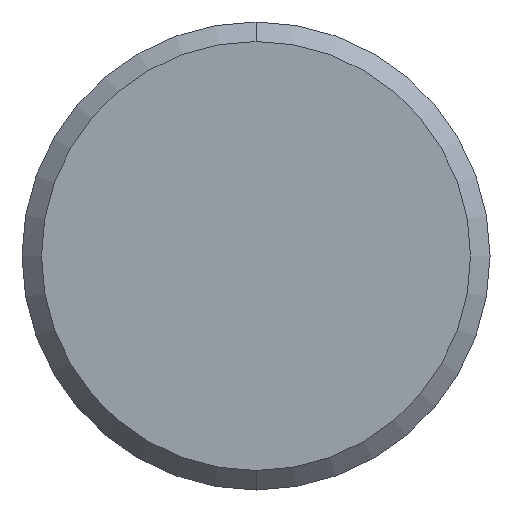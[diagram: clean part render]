
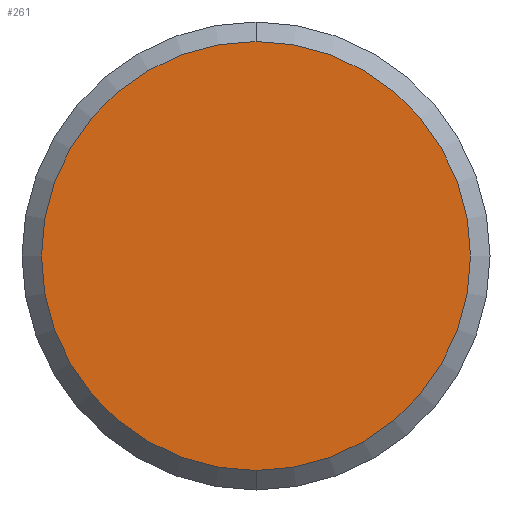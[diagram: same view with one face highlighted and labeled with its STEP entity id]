
A CAD part, front view. The second image highlights one B-rep face of the part: STEP entity #261.
In plain terms, the highlighted planar face has unit normal (0, -1, 0).
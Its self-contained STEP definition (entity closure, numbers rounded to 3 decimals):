
#8 = CARTESIAN_POINT ( 'NONE',  ( 0., 0., 0. ) ) ;
#12 = PLANE ( 'NONE',  #80 ) ;
#20 = DIRECTION ( 'NONE',  ( 0., 1., 0. ) ) ;
#24 = AXIS2_PLACEMENT_3D ( 'NONE', #81, #105, #135 ) ;
#27 = DIRECTION ( 'NONE',  ( 0., 0., 1. ) ) ;
#37 = VERTEX_POINT ( 'NONE', #213 ) ;
#80 = AXIS2_PLACEMENT_3D ( 'NONE', #8, #20, #27 ) ;
#81 = CARTESIAN_POINT ( 'NONE',  ( 0., 0., 0. ) ) ;
#88 = EDGE_LOOP ( 'NONE', ( #269, #225 ) ) ;
#97 = EDGE_CURVE ( 'NONE', #169, #37, #214, .T. ) ;
#98 = DIRECTION ( 'NONE',  ( 0., 0., 1. ) ) ;
#101 = DIRECTION ( 'NONE',  ( 0., -1., 0. ) ) ;
#103 = CARTESIAN_POINT ( 'NONE',  ( 0., 0., 0. ) ) ;
#105 = DIRECTION ( 'NONE',  ( 0., -1., 0. ) ) ;
#121 = AXIS2_PLACEMENT_3D ( 'NONE', #103, #101, #98 ) ;
#133 = CARTESIAN_POINT ( 'NONE',  ( 0., 0., 5.5 ) ) ;
#134 = FACE_OUTER_BOUND ( 'NONE', #88, .T. ) ;
#135 = DIRECTION ( 'NONE',  ( 0., 0., 1. ) ) ;
#157 = EDGE_CURVE ( 'NONE', #37, #169, #268, .T. ) ;
#169 = VERTEX_POINT ( 'NONE', #133 ) ;
#213 = CARTESIAN_POINT ( 'NONE',  ( 0., 0., -5.5 ) ) ;
#214 = CIRCLE ( 'NONE', #24, 5.5 ) ;
#225 = ORIENTED_EDGE ( 'NONE', *, *, #157, .T. ) ;
#261 = ADVANCED_FACE ( 'NONE', ( #134 ), #12, .F. ) ;
#268 = CIRCLE ( 'NONE', #121, 5.5 ) ;
#269 = ORIENTED_EDGE ( 'NONE', *, *, #97, .T. ) ;
